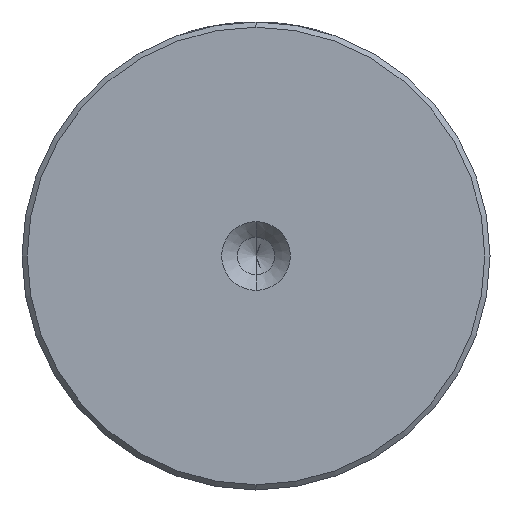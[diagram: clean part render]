
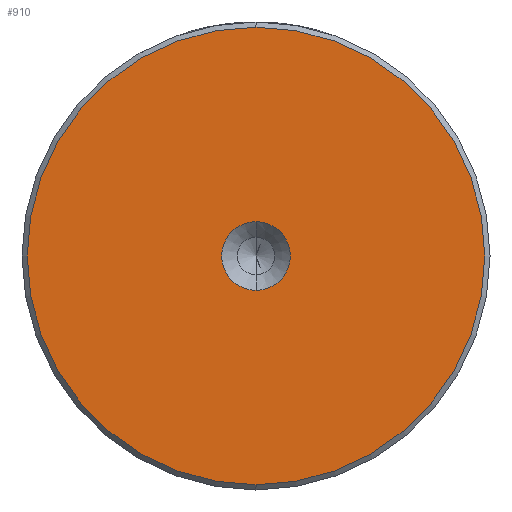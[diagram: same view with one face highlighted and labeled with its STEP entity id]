
A CAD part, left-side view. The second image highlights one B-rep face of the part: STEP entity #910.
In plain terms, the highlighted planar face has unit normal (-1, 0, 0).
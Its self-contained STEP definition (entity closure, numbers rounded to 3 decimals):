
#71 = CARTESIAN_POINT ( 'NONE',  ( 0., 0., 0. ) ) ;
#280 = DIRECTION ( 'NONE',  ( 0., 0., 1. ) ) ;
#361 = ORIENTED_EDGE ( 'NONE', *, *, #1987, .T. ) ;
#363 = EDGE_LOOP ( 'NONE', ( #2228, #361 ) ) ;
#383 = CIRCLE ( 'NONE', #873, 22. ) ;
#424 = EDGE_CURVE ( 'NONE', #2398, #1223, #1648, .T. ) ;
#503 = CIRCLE ( 'NONE', #674, 3.3 ) ;
#569 = DIRECTION ( 'NONE',  ( -1., 0., 0. ) ) ;
#582 = PLANE ( 'NONE',  #1362 ) ;
#674 = AXIS2_PLACEMENT_3D ( 'NONE', #2369, #1135, #2569 ) ;
#734 = FACE_BOUND ( 'NONE', #988, .T. ) ;
#785 = DIRECTION ( 'NONE',  ( 0., 0., 1. ) ) ;
#856 = CARTESIAN_POINT ( 'NONE',  ( 0., 0., 3.3 ) ) ;
#873 = AXIS2_PLACEMENT_3D ( 'NONE', #71, #1537, #280 ) ;
#910 = ADVANCED_FACE ( 'NONE', ( #1220, #734 ), #582, .T. ) ;
#988 = EDGE_LOOP ( 'NONE', ( #2387, #1226 ) ) ;
#1042 = AXIS2_PLACEMENT_3D ( 'NONE', #1149, #2590, #1354 ) ;
#1135 = DIRECTION ( 'NONE',  ( -1., 0., 0. ) ) ;
#1149 = CARTESIAN_POINT ( 'NONE',  ( 0., 0., 0. ) ) ;
#1195 = VERTEX_POINT ( 'NONE', #856 ) ;
#1220 = FACE_OUTER_BOUND ( 'NONE', #363, .T. ) ;
#1223 = VERTEX_POINT ( 'NONE', #2117 ) ;
#1226 = ORIENTED_EDGE ( 'NONE', *, *, #1300, .F. ) ;
#1300 = EDGE_CURVE ( 'NONE', #2222, #1195, #503, .T. ) ;
#1328 = AXIS2_PLACEMENT_3D ( 'NONE', #1825, #569, #2021 ) ;
#1354 = DIRECTION ( 'NONE',  ( 0., 0., 1. ) ) ;
#1362 = AXIS2_PLACEMENT_3D ( 'NONE', #1402, #2035, #785 ) ;
#1402 = CARTESIAN_POINT ( 'NONE',  ( 0., 0., 0. ) ) ;
#1537 = DIRECTION ( 'NONE',  ( -1., 0., 0. ) ) ;
#1623 = EDGE_CURVE ( 'NONE', #1195, #2222, #2149, .T. ) ;
#1648 = CIRCLE ( 'NONE', #1042, 22. ) ;
#1825 = CARTESIAN_POINT ( 'NONE',  ( 0., 0., 0. ) ) ;
#1987 = EDGE_CURVE ( 'NONE', #1223, #2398, #383, .T. ) ;
#2021 = DIRECTION ( 'NONE',  ( 0., 0., 1. ) ) ;
#2035 = DIRECTION ( 'NONE',  ( -1., 0., 0. ) ) ;
#2117 = CARTESIAN_POINT ( 'NONE',  ( 0., 0., 22. ) ) ;
#2142 = CARTESIAN_POINT ( 'NONE',  ( 0., 0., -3.3 ) ) ;
#2149 = CIRCLE ( 'NONE', #1328, 3.3 ) ;
#2222 = VERTEX_POINT ( 'NONE', #2142 ) ;
#2228 = ORIENTED_EDGE ( 'NONE', *, *, #424, .T. ) ;
#2369 = CARTESIAN_POINT ( 'NONE',  ( 0., 0., 0. ) ) ;
#2387 = ORIENTED_EDGE ( 'NONE', *, *, #1623, .F. ) ;
#2398 = VERTEX_POINT ( 'NONE', #2686 ) ;
#2569 = DIRECTION ( 'NONE',  ( 0., 0., 1. ) ) ;
#2590 = DIRECTION ( 'NONE',  ( -1., 0., 0. ) ) ;
#2686 = CARTESIAN_POINT ( 'NONE',  ( 0., 0., -22. ) ) ;
